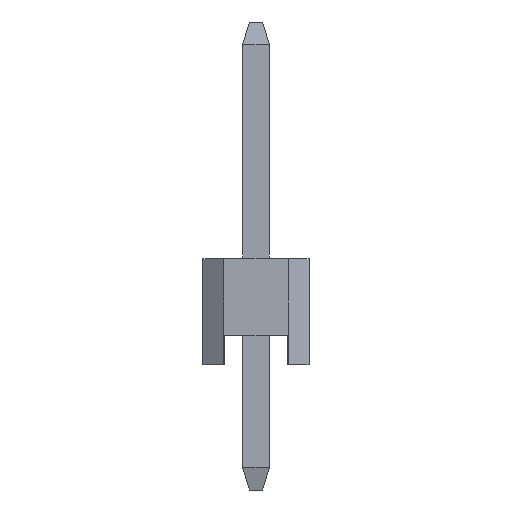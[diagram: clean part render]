
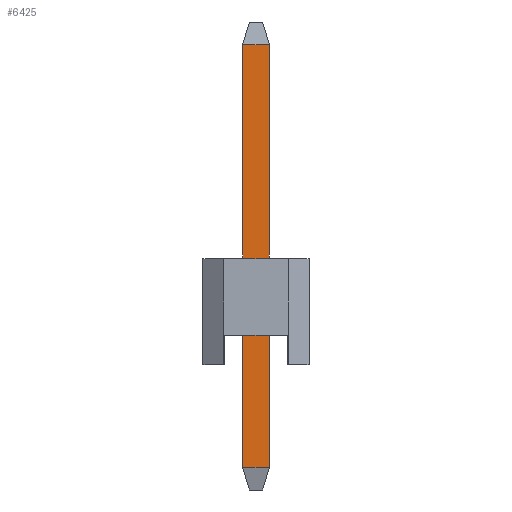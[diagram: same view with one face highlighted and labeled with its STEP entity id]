
A CAD part, left-side view. The second image highlights one B-rep face of the part: STEP entity #6425.
In plain terms, the highlighted planar face has unit normal (-1, 0, 0).
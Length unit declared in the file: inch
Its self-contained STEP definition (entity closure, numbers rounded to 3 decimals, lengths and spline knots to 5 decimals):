
#6019 = B_SPLINE_SURFACE_WITH_KNOTS('',1,1,(
    (#6020,#6021)
    ,(#6022,#6023
    )),.UNSPECIFIED.,.F.,.F.,.F.,(2,2),(2,2),(0.,0.64),(0.,1.),
  .PIECEWISE_BEZIER_KNOTS.);
#6020 = CARTESIAN_POINT('',(-0.0126,-0.0126,
    -0.09661));
#6021 = CARTESIAN_POINT('',(-0.0063,-0.0063,
    -0.11811));
#6022 = CARTESIAN_POINT('',(-0.0126,0.0126,
    -0.09661));
#6023 = CARTESIAN_POINT('',(-0.0063,0.0063,
    -0.11811));
#6034 = VERTEX_POINT('',#6035);
#6035 = CARTESIAN_POINT('',(-0.0126,0.0126,
    -0.09661));
#6051 = PLANE('',#6052);
#6052 = AXIS2_PLACEMENT_3D('',#6053,#6054,#6055);
#6053 = CARTESIAN_POINT('',(-0.0126,0.0126,
    -0.09661));
#6054 = DIRECTION('',(0.,1.,0.));
#6055 = DIRECTION('',(1.,0.,0.));
#6161 = VERTEX_POINT('',#6162);
#6162 = CARTESIAN_POINT('',(-0.0126,-0.0126,
    -0.09661));
#6176 = PLANE('',#6177);
#6177 = AXIS2_PLACEMENT_3D('',#6178,#6179,#6180);
#6178 = CARTESIAN_POINT('',(0.0126,-0.0126,
    -0.09661));
#6179 = DIRECTION('',(0.,-1.,0.));
#6180 = DIRECTION('',(-1.,0.,0.));
#6213 = EDGE_CURVE('',#6161,#6034,#6214,.T.);
#6214 = SURFACE_CURVE('',#6215,(#6219,#6226),.PCURVE_S1.);
#6215 = LINE('',#6216,#6217);
#6216 = CARTESIAN_POINT('',(-0.0126,-0.0126,
    -0.09661));
#6217 = VECTOR('',#6218,0.03937);
#6218 = DIRECTION('',(0.,1.,0.));
#6219 = PCURVE('',#6019,#6220);
#6220 = DEFINITIONAL_REPRESENTATION('',(#6221),#6225);
#6221 = LINE('',#6222,#6223);
#6222 = CARTESIAN_POINT('',(0.,0.));
#6223 = VECTOR('',#6224,1.);
#6224 = DIRECTION('',(1.,0.));
#6225 = ( GEOMETRIC_REPRESENTATION_CONTEXT(2) 
PARAMETRIC_REPRESENTATION_CONTEXT() REPRESENTATION_CONTEXT('2D SPACE',''
  ) );
#6226 = PCURVE('',#6227,#6232);
#6227 = PLANE('',#6228);
#6228 = AXIS2_PLACEMENT_3D('',#6229,#6230,#6231);
#6229 = CARTESIAN_POINT('',(-0.0126,-0.0126,
    -0.09661));
#6230 = DIRECTION('',(-1.,0.,0.));
#6231 = DIRECTION('',(0.,1.,0.));
#6232 = DEFINITIONAL_REPRESENTATION('',(#6233),#6237);
#6233 = LINE('',#6234,#6235);
#6234 = CARTESIAN_POINT('',(0.,0.));
#6235 = VECTOR('',#6236,1.);
#6236 = DIRECTION('',(1.,0.));
#6237 = ( GEOMETRIC_REPRESENTATION_CONTEXT(2) 
PARAMETRIC_REPRESENTATION_CONTEXT() REPRESENTATION_CONTEXT('2D SPACE',''
  ) );
#6245 = EDGE_CURVE('',#6034,#6246,#6248,.T.);
#6246 = VERTEX_POINT('',#6247);
#6247 = CARTESIAN_POINT('',(-0.0126,0.0126,
    0.30134));
#6248 = SURFACE_CURVE('',#6249,(#6253,#6260),.PCURVE_S1.);
#6249 = LINE('',#6250,#6251);
#6250 = CARTESIAN_POINT('',(-0.0126,0.0126,
    -0.09661));
#6251 = VECTOR('',#6252,0.03937);
#6252 = DIRECTION('',(0.,0.,1.));
#6253 = PCURVE('',#6051,#6254);
#6254 = DEFINITIONAL_REPRESENTATION('',(#6255),#6259);
#6255 = LINE('',#6256,#6257);
#6256 = CARTESIAN_POINT('',(0.,0.));
#6257 = VECTOR('',#6258,1.);
#6258 = DIRECTION('',(0.,-1.));
#6259 = ( GEOMETRIC_REPRESENTATION_CONTEXT(2) 
PARAMETRIC_REPRESENTATION_CONTEXT() REPRESENTATION_CONTEXT('2D SPACE',''
  ) );
#6260 = PCURVE('',#6227,#6261);
#6261 = DEFINITIONAL_REPRESENTATION('',(#6262),#6266);
#6262 = LINE('',#6263,#6264);
#6263 = CARTESIAN_POINT('',(0.025,0.));
#6264 = VECTOR('',#6265,1.);
#6265 = DIRECTION('',(0.,-1.));
#6266 = ( GEOMETRIC_REPRESENTATION_CONTEXT(2) 
PARAMETRIC_REPRESENTATION_CONTEXT() REPRESENTATION_CONTEXT('2D SPACE',''
  ) );
#6377 = VERTEX_POINT('',#6378);
#6378 = CARTESIAN_POINT('',(-0.0126,-0.0126,
    0.30134));
#6404 = EDGE_CURVE('',#6161,#6377,#6405,.T.);
#6405 = SURFACE_CURVE('',#6406,(#6410,#6417),.PCURVE_S1.);
#6406 = LINE('',#6407,#6408);
#6407 = CARTESIAN_POINT('',(-0.0126,-0.0126,
    -0.09661));
#6408 = VECTOR('',#6409,0.03937);
#6409 = DIRECTION('',(0.,0.,1.));
#6410 = PCURVE('',#6176,#6411);
#6411 = DEFINITIONAL_REPRESENTATION('',(#6412),#6416);
#6412 = LINE('',#6413,#6414);
#6413 = CARTESIAN_POINT('',(0.025,0.));
#6414 = VECTOR('',#6415,1.);
#6415 = DIRECTION('',(0.,-1.));
#6416 = ( GEOMETRIC_REPRESENTATION_CONTEXT(2) 
PARAMETRIC_REPRESENTATION_CONTEXT() REPRESENTATION_CONTEXT('2D SPACE',''
  ) );
#6417 = PCURVE('',#6227,#6418);
#6418 = DEFINITIONAL_REPRESENTATION('',(#6419),#6423);
#6419 = LINE('',#6420,#6421);
#6420 = CARTESIAN_POINT('',(0.,0.));
#6421 = VECTOR('',#6422,1.);
#6422 = DIRECTION('',(0.,-1.));
#6423 = ( GEOMETRIC_REPRESENTATION_CONTEXT(2) 
PARAMETRIC_REPRESENTATION_CONTEXT() REPRESENTATION_CONTEXT('2D SPACE',''
  ) );
#6425 = ADVANCED_FACE('',(#6426),#6227,.T.);
#6426 = FACE_BOUND('',#6427,.T.);
#6427 = EDGE_LOOP('',(#6428,#6429,#6455,#6456));
#6428 = ORIENTED_EDGE('',*,*,#6404,.T.);
#6429 = ORIENTED_EDGE('',*,*,#6430,.T.);
#6430 = EDGE_CURVE('',#6377,#6246,#6431,.T.);
#6431 = SURFACE_CURVE('',#6432,(#6436,#6443),.PCURVE_S1.);
#6432 = LINE('',#6433,#6434);
#6433 = CARTESIAN_POINT('',(-0.0126,-0.0126,
    0.30134));
#6434 = VECTOR('',#6435,0.03937);
#6435 = DIRECTION('',(0.,1.,0.));
#6436 = PCURVE('',#6227,#6437);
#6437 = DEFINITIONAL_REPRESENTATION('',(#6438),#6442);
#6438 = LINE('',#6439,#6440);
#6439 = CARTESIAN_POINT('',(0.,-0.398));
#6440 = VECTOR('',#6441,1.);
#6441 = DIRECTION('',(1.,0.));
#6442 = ( GEOMETRIC_REPRESENTATION_CONTEXT(2) 
PARAMETRIC_REPRESENTATION_CONTEXT() REPRESENTATION_CONTEXT('2D SPACE',''
  ) );
#6443 = PCURVE('',#6444,#6449);
#6444 = B_SPLINE_SURFACE_WITH_KNOTS('',1,1,(
    (#6445,#6446)
    ,(#6447,#6448
    )),.UNSPECIFIED.,.F.,.F.,.F.,(2,2),(2,2),(0.,0.64),(0.,1.),
  .PIECEWISE_BEZIER_KNOTS.);
#6445 = CARTESIAN_POINT('',(-0.0126,-0.0126,
    0.30134));
#6446 = CARTESIAN_POINT('',(-0.0063,-0.0063,
    0.32283));
#6447 = CARTESIAN_POINT('',(-0.0126,0.0126,
    0.30134));
#6448 = CARTESIAN_POINT('',(-0.0063,0.0063,
    0.32283));
#6449 = DEFINITIONAL_REPRESENTATION('',(#6450),#6454);
#6450 = LINE('',#6451,#6452);
#6451 = CARTESIAN_POINT('',(0.,0.));
#6452 = VECTOR('',#6453,1.);
#6453 = DIRECTION('',(1.,0.));
#6454 = ( GEOMETRIC_REPRESENTATION_CONTEXT(2) 
PARAMETRIC_REPRESENTATION_CONTEXT() REPRESENTATION_CONTEXT('2D SPACE',''
  ) );
#6455 = ORIENTED_EDGE('',*,*,#6245,.F.);
#6456 = ORIENTED_EDGE('',*,*,#6213,.F.);
